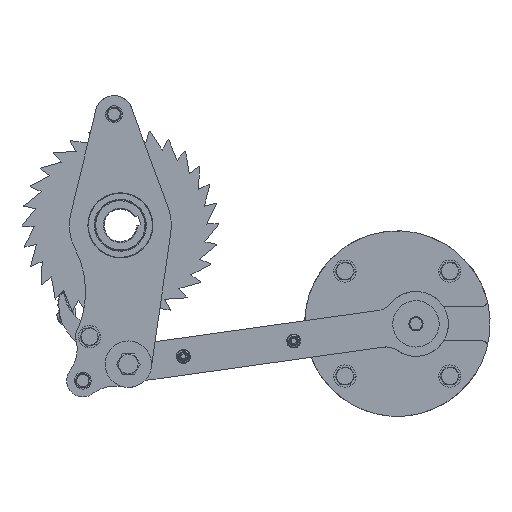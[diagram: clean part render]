
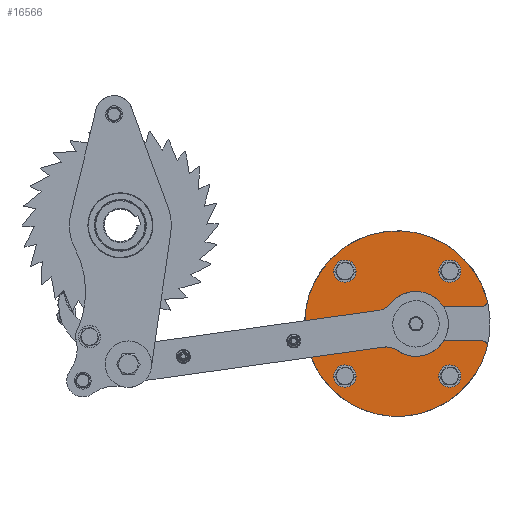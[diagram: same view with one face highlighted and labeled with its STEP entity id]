
A CAD part, left-side view. The second image highlights one B-rep face of the part: STEP entity #16566.
In plain terms, the highlighted free-form (B-spline) face has degree [1, 1] with [2, 2] control points.
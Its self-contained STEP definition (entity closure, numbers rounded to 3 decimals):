
#16566 = ADVANCED_FACE('',(#16567,#16621,#16635,#16649,#16663),#16677,
  .T.);
#16567 = FACE_BOUND('',#16568,.T.);
#16568 = EDGE_LOOP('',(#16569,#16579,#16586,#16596,#16603,#16611));
#16569 = ORIENTED_EDGE('',*,*,#16570,.T.);
#16570 = EDGE_CURVE('',#16571,#16573,#16575,.T.);
#16571 = VERTEX_POINT('',#16572);
#16572 = CARTESIAN_POINT('',(50.84,-550.982,
    -182.484));
#16573 = VERTEX_POINT('',#16574);
#16574 = CARTESIAN_POINT('',(50.84,-544.239,
    -173.778));
#16575 = ( BOUNDED_CURVE() B_SPLINE_CURVE(2,(#16576,#16577,#16578),
.UNSPECIFIED.,.F.,.F.) B_SPLINE_CURVE_WITH_KNOTS((3,3),(0.,
1.823),.PIECEWISE_BEZIER_KNOTS.) CURVE() 
GEOMETRIC_REPRESENTATION_ITEM() RATIONAL_B_SPLINE_CURVE((1.,
0.612,1.)) REPRESENTATION_ITEM('') );
#16576 = CARTESIAN_POINT('',(50.84,-550.982,
    -182.484));
#16577 = CARTESIAN_POINT('',(50.84,-553.23,
    -173.778));
#16578 = CARTESIAN_POINT('',(50.84,-544.239,
    -173.778));
#16579 = ORIENTED_EDGE('',*,*,#16580,.T.);
#16580 = EDGE_CURVE('',#16573,#16581,#16583,.T.);
#16581 = VERTEX_POINT('',#16582);
#16582 = CARTESIAN_POINT('',(50.84,-416.118,
    -173.778));
#16583 = B_SPLINE_CURVE_WITH_KNOTS('',1,(#16584,#16585),.UNSPECIFIED.,
  .F.,.F.,(2,2),(0.,91.983),.PIECEWISE_BEZIER_KNOTS.);
#16584 = CARTESIAN_POINT('',(50.84,-544.239,
    -173.778));
#16585 = CARTESIAN_POINT('',(50.84,-416.118,
    -173.778));
#16586 = ORIENTED_EDGE('',*,*,#16587,.T.);
#16587 = EDGE_CURVE('',#16581,#16588,#16590,.T.);
#16588 = VERTEX_POINT('',#16589);
#16589 = CARTESIAN_POINT('',(50.84,-416.118,
    -121.546));
#16590 = ( BOUNDED_CURVE() B_SPLINE_CURVE(2,(#16591,#16592,#16593,#16594
,#16595),.UNSPECIFIED.,.F.,.F.) B_SPLINE_CURVE_WITH_KNOTS((3,2,3),(0.,
1.571,3.142),.PIECEWISE_BEZIER_KNOTS.) CURVE() 
GEOMETRIC_REPRESENTATION_ITEM() RATIONAL_B_SPLINE_CURVE((1.,
0.707,1.,0.707,1.)) REPRESENTATION_ITEM('') );
#16591 = CARTESIAN_POINT('',(50.84,-416.118,
    -173.778));
#16592 = CARTESIAN_POINT('',(50.84,-390.001,
    -173.778));
#16593 = CARTESIAN_POINT('',(50.84,-390.001,
    -147.662));
#16594 = CARTESIAN_POINT('',(50.84,-390.001,
    -121.546));
#16595 = CARTESIAN_POINT('',(50.84,-416.118,
    -121.546));
#16596 = ORIENTED_EDGE('',*,*,#16597,.T.);
#16597 = EDGE_CURVE('',#16588,#16598,#16600,.T.);
#16598 = VERTEX_POINT('',#16599);
#16599 = CARTESIAN_POINT('',(50.84,-544.239,
    -121.546));
#16600 = B_SPLINE_CURVE_WITH_KNOTS('',1,(#16601,#16602),.UNSPECIFIED.,
  .F.,.F.,(2,2),(0.,91.983),.PIECEWISE_BEZIER_KNOTS.);
#16601 = CARTESIAN_POINT('',(50.84,-416.118,
    -121.546));
#16602 = CARTESIAN_POINT('',(50.84,-544.239,
    -121.546));
#16603 = ORIENTED_EDGE('',*,*,#16604,.T.);
#16604 = EDGE_CURVE('',#16598,#16605,#16607,.T.);
#16605 = VERTEX_POINT('',#16606);
#16606 = CARTESIAN_POINT('',(50.84,-550.982,
    -112.84));
#16607 = ( BOUNDED_CURVE() B_SPLINE_CURVE(2,(#16608,#16609,#16610),
.UNSPECIFIED.,.F.,.F.) B_SPLINE_CURVE_WITH_KNOTS((3,3),(0.,
1.823),.PIECEWISE_BEZIER_KNOTS.) CURVE() 
GEOMETRIC_REPRESENTATION_ITEM() RATIONAL_B_SPLINE_CURVE((1.,
0.612,1.)) REPRESENTATION_ITEM('') );
#16608 = CARTESIAN_POINT('',(50.84,-544.239,
    -121.546));
#16609 = CARTESIAN_POINT('',(50.84,-553.23,
    -121.546));
#16610 = CARTESIAN_POINT('',(50.84,-550.982,
    -112.84));
#16611 = ORIENTED_EDGE('',*,*,#16612,.T.);
#16612 = EDGE_CURVE('',#16605,#16571,#16613,.T.);
#16613 = ( BOUNDED_CURVE() B_SPLINE_CURVE(2,(#16614,#16615,#16616,#16617
    ,#16618,#16619,#16620),.UNSPECIFIED.,.F.,.F.) 
B_SPLINE_CURVE_WITH_KNOTS((3,2,2,3),(0.,1.926,3.852,
5.778),.PIECEWISE_BEZIER_KNOTS.) CURVE() 
GEOMETRIC_REPRESENTATION_ITEM() RATIONAL_B_SPLINE_CURVE((1.,
    0.571,1.,0.571,1.,0.571,1.)) 
REPRESENTATION_ITEM('') );
#16614 = CARTESIAN_POINT('',(50.84,-550.982,
    -112.84));
#16615 = CARTESIAN_POINT('',(50.84,-500.928,
    81.017));
#16616 = CARTESIAN_POINT('',(50.84,-336.573,
    -33.322));
#16617 = CARTESIAN_POINT('',(50.84,-172.218,
    -147.662));
#16618 = CARTESIAN_POINT('',(50.84,-336.573,
    -262.002));
#16619 = CARTESIAN_POINT('',(50.84,-500.928,
    -376.341));
#16620 = CARTESIAN_POINT('',(50.84,-550.982,
    -182.484));
#16621 = FACE_BOUND('',#16622,.T.);
#16622 = EDGE_LOOP('',(#16623));
#16623 = ORIENTED_EDGE('',*,*,#16624,.T.);
#16624 = EDGE_CURVE('',#16625,#16625,#16627,.T.);
#16625 = VERTEX_POINT('',#16626);
#16626 = CARTESIAN_POINT('',(50.84,-494.91,
    -58.074));
#16627 = ( BOUNDED_CURVE() B_SPLINE_CURVE(2,(#16628,#16629,#16630,#16631
    ,#16632,#16633,#16634),.UNSPECIFIED.,.T.,.F.) 
B_SPLINE_CURVE_WITH_KNOTS((1,2,2,2,2,1),(-2.094,0.,
    2.094,4.189,6.283,8.378),
.UNSPECIFIED.) CURVE() GEOMETRIC_REPRESENTATION_ITEM() 
RATIONAL_B_SPLINE_CURVE((1.,0.5,1.,0.5,1.,0.5,1.)) REPRESENTATION_ITEM(
  '') );
#16628 = CARTESIAN_POINT('',(50.84,-494.91,
    -58.074));
#16629 = CARTESIAN_POINT('',(50.84,-513.607,
    -58.074));
#16630 = CARTESIAN_POINT('',(50.84,-504.259,
    -74.267));
#16631 = CARTESIAN_POINT('',(50.84,-494.91,
    -90.459));
#16632 = CARTESIAN_POINT('',(50.84,-485.562,
    -74.267));
#16633 = CARTESIAN_POINT('',(50.84,-476.213,
    -58.074));
#16634 = CARTESIAN_POINT('',(50.84,-494.91,
    -58.074));
#16635 = FACE_BOUND('',#16636,.T.);
#16636 = EDGE_LOOP('',(#16637));
#16637 = ORIENTED_EDGE('',*,*,#16638,.T.);
#16638 = EDGE_CURVE('',#16639,#16639,#16641,.T.);
#16639 = VERTEX_POINT('',#16640);
#16640 = CARTESIAN_POINT('',(50.84,-494.91,
    -215.66));
#16641 = ( BOUNDED_CURVE() B_SPLINE_CURVE(2,(#16642,#16643,#16644,#16645
    ,#16646,#16647,#16648),.UNSPECIFIED.,.T.,.F.) 
B_SPLINE_CURVE_WITH_KNOTS((1,2,2,2,2,1),(-2.094,0.,
    2.094,4.189,6.283,8.378),
.UNSPECIFIED.) CURVE() GEOMETRIC_REPRESENTATION_ITEM() 
RATIONAL_B_SPLINE_CURVE((1.,0.5,1.,0.5,1.,0.5,1.)) REPRESENTATION_ITEM(
  '') );
#16642 = CARTESIAN_POINT('',(50.84,-494.91,
    -215.66));
#16643 = CARTESIAN_POINT('',(50.84,-513.607,
    -215.66));
#16644 = CARTESIAN_POINT('',(50.84,-504.259,
    -231.852));
#16645 = CARTESIAN_POINT('',(50.84,-494.91,
    -248.044));
#16646 = CARTESIAN_POINT('',(50.84,-485.562,
    -231.852));
#16647 = CARTESIAN_POINT('',(50.84,-476.213,
    -215.66));
#16648 = CARTESIAN_POINT('',(50.84,-494.91,
    -215.66));
#16649 = FACE_BOUND('',#16650,.T.);
#16650 = EDGE_LOOP('',(#16651));
#16651 = ORIENTED_EDGE('',*,*,#16652,.T.);
#16652 = EDGE_CURVE('',#16653,#16653,#16655,.T.);
#16653 = VERTEX_POINT('',#16654);
#16654 = CARTESIAN_POINT('',(50.84,-337.325,
    -215.66));
#16655 = ( BOUNDED_CURVE() B_SPLINE_CURVE(2,(#16656,#16657,#16658,#16659
    ,#16660,#16661,#16662),.UNSPECIFIED.,.T.,.F.) 
B_SPLINE_CURVE_WITH_KNOTS((1,2,2,2,2,1),(-2.094,0.,
    2.094,4.189,6.283,8.378),
.UNSPECIFIED.) CURVE() GEOMETRIC_REPRESENTATION_ITEM() 
RATIONAL_B_SPLINE_CURVE((1.,0.5,1.,0.5,1.,0.5,1.)) REPRESENTATION_ITEM(
  '') );
#16656 = CARTESIAN_POINT('',(50.84,-337.325,
    -215.66));
#16657 = CARTESIAN_POINT('',(50.84,-356.022,
    -215.66));
#16658 = CARTESIAN_POINT('',(50.84,-346.673,
    -231.852));
#16659 = CARTESIAN_POINT('',(50.84,-337.325,
    -248.044));
#16660 = CARTESIAN_POINT('',(50.84,-327.976,
    -231.852));
#16661 = CARTESIAN_POINT('',(50.84,-318.628,
    -215.66));
#16662 = CARTESIAN_POINT('',(50.84,-337.325,
    -215.66));
#16663 = FACE_BOUND('',#16664,.T.);
#16664 = EDGE_LOOP('',(#16665));
#16665 = ORIENTED_EDGE('',*,*,#16666,.T.);
#16666 = EDGE_CURVE('',#16667,#16667,#16669,.T.);
#16667 = VERTEX_POINT('',#16668);
#16668 = CARTESIAN_POINT('',(50.84,-337.325,
    -58.074));
#16669 = ( BOUNDED_CURVE() B_SPLINE_CURVE(2,(#16670,#16671,#16672,#16673
    ,#16674,#16675,#16676),.UNSPECIFIED.,.T.,.F.) 
B_SPLINE_CURVE_WITH_KNOTS((1,2,2,2,2,1),(-2.094,0.,
    2.094,4.189,6.283,8.378),
.UNSPECIFIED.) CURVE() GEOMETRIC_REPRESENTATION_ITEM() 
RATIONAL_B_SPLINE_CURVE((1.,0.5,1.,0.5,1.,0.5,1.)) REPRESENTATION_ITEM(
  '') );
#16670 = CARTESIAN_POINT('',(50.84,-337.325,
    -58.074));
#16671 = CARTESIAN_POINT('',(50.84,-356.022,
    -58.074));
#16672 = CARTESIAN_POINT('',(50.84,-346.673,
    -74.267));
#16673 = CARTESIAN_POINT('',(50.84,-337.325,
    -90.459));
#16674 = CARTESIAN_POINT('',(50.84,-327.976,
    -74.267));
#16675 = CARTESIAN_POINT('',(50.84,-318.628,
    -58.074));
#16676 = CARTESIAN_POINT('',(50.84,-337.325,
    -58.074));
#16677 = B_SPLINE_SURFACE_WITH_KNOTS('',1,1,(
    (#16678,#16679)
    ,(#16680,#16681
  )),.UNSPECIFIED.,.F.,.F.,.F.,(2,2),(2,2),(-100.,100.),(-100.,
    96.983),.PIECEWISE_BEZIER_KNOTS.);
#16678 = CARTESIAN_POINT('',(50.84,-276.83,
    -8.375));
#16679 = CARTESIAN_POINT('',(50.84,-551.203,
    -8.375));
#16680 = CARTESIAN_POINT('',(50.84,-276.83,
    -286.949));
#16681 = CARTESIAN_POINT('',(50.84,-551.203,
    -286.949));
